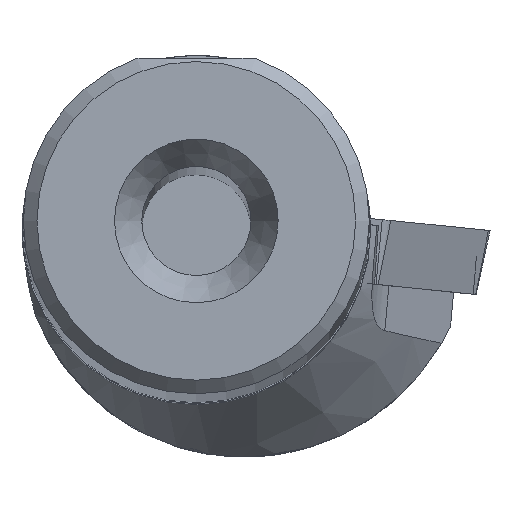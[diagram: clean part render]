
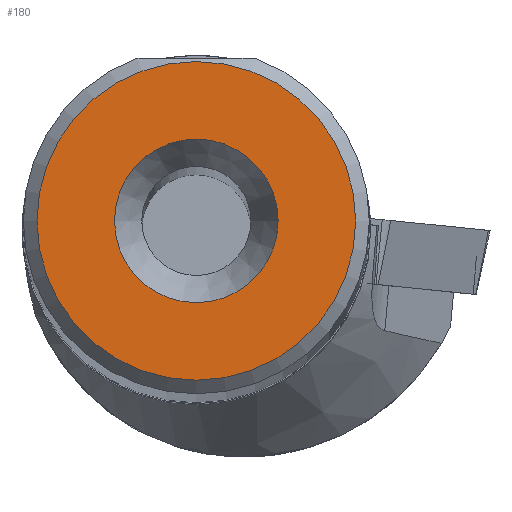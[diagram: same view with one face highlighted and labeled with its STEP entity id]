
A CAD part, top view. The second image highlights one B-rep face of the part: STEP entity #180.
In plain terms, the highlighted planar face has unit normal (0, 0, 1).
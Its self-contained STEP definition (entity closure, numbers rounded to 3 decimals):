
#180=ADVANCED_FACE('',(#320,#321),#211,.T.);
#211=PLANE('',#922);
#320=FACE_BOUND('',#371,.T.);
#321=FACE_BOUND('',#372,.T.);
#371=EDGE_LOOP('',(#516));
#372=EDGE_LOOP('',(#517));
#516=ORIENTED_EDGE('',*,*,#732,.T.);
#517=ORIENTED_EDGE('',*,*,#726,.F.);
#643=VERTEX_POINT('',#1505);
#648=VERTEX_POINT('',#1521);
#726=EDGE_CURVE('',#643,#643,#775,.T.);
#732=EDGE_CURVE('',#648,#648,#778,.T.);
#775=CIRCLE('',#916,5.843);
#778=CIRCLE('',#921,3.);
#916=AXIS2_PLACEMENT_3D('',#1504,#1097,#1098);
#921=AXIS2_PLACEMENT_3D('',#1520,#1109,#1110);
#922=AXIS2_PLACEMENT_3D('',#1522,#1111,#1112);
#1097=DIRECTION('',(0.,0.,-1.));
#1098=DIRECTION('',(-1.,0.,0.));
#1109=DIRECTION('',(0.,0.,-1.));
#1110=DIRECTION('',(-1.,0.,0.));
#1111=DIRECTION('',(0.,0.,1.));
#1112=DIRECTION('',(-1.,0.,0.));
#1504=CARTESIAN_POINT('',(0.,0.,0.));
#1505=CARTESIAN_POINT('',(-5.843,0.,0.));
#1520=CARTESIAN_POINT('',(0.,0.,0.));
#1521=CARTESIAN_POINT('',(-3.,0.,0.));
#1522=CARTESIAN_POINT('',(0.,0.,0.));
